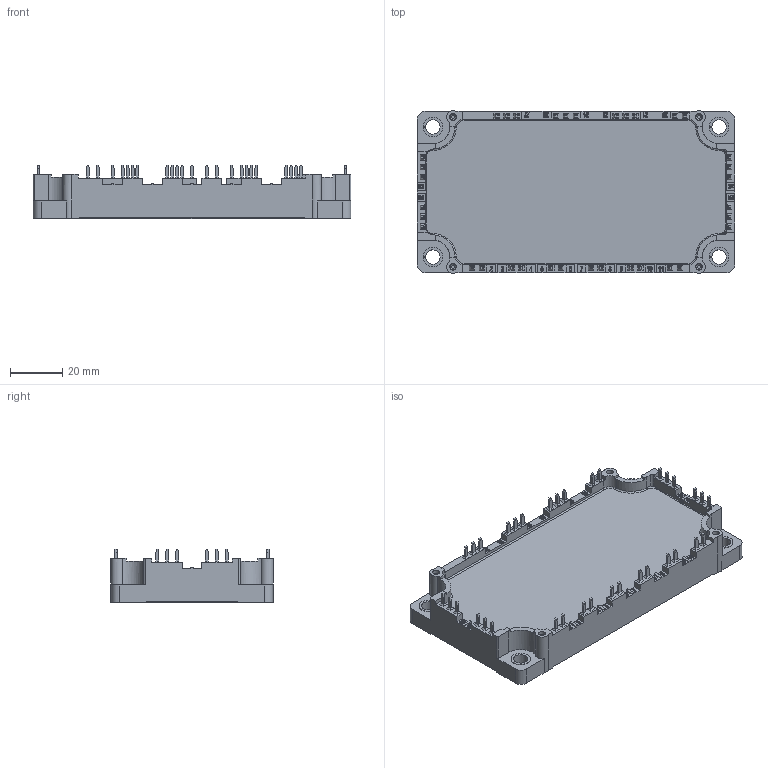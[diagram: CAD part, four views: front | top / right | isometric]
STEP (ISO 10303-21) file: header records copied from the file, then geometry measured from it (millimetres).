
FILE_DESCRIPTION(/* description */ ('Unknown'),/* implementation_level */ '2;1');
FILE_NAME(/* name */ 'VINcoE3-61MW-L990-01-OL',/* time_stamp */ '2016-11-03T09:23:28+01:00',/* author */ ('Unknown'),/* organization */ ('Unknown'),/* preprocessor_version */ 'ST-DEVELOPER v16',/* originating_system */ 'DEX',/* authorisation */ $);
FILE_SCHEMA (('AP203_CONFIGURATION_CONTROLLED_3D_DESIGN_OF_MECHANICAL_PARTS_AND_ASSEMBLIES_MIM_LF { 1 0 10303 203 3 1 4 }','AUTOMOTIVE_DESIGN {1 0 10303 214 3 1 1}'));
Length unit declared in the file: millimetre
Products named in the file (1): VINcoE3-61MW-L990-01-OL2
Bounding box: 122 x 62.5 x 20.5 mm (x, y, z)
Volume: 85322.6 mm3; surface area: 24873.6 mm2
Topology: 1 solids, 1 shells, 1530 faces, 4126 edges, 2688 vertices
Faces by surface type: plane 849, cylinder 647, torus 12, cone 11, bspline 11
Full cylindrical faces by diameter (mm): 1.029 x4, 2.32 x4, 2.6 x4
Entity records: 59717 total; most frequent: CARTESIAN_POINT 9976, ORIENTED_EDGE 8206, DIRECTION 8199, EDGE_CURVE 4103, AXIS2_PLACEMENT_3D 2861, VERTEX_POINT 2681, LINE 2477, VECTOR 2477
